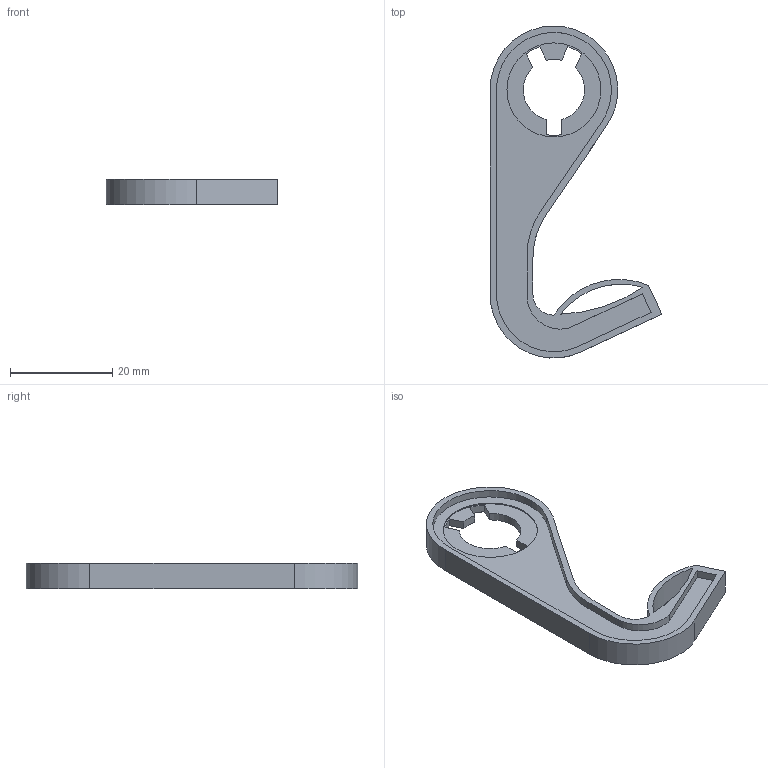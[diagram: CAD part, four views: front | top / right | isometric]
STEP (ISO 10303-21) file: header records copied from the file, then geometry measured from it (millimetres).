
FILE_DESCRIPTION(('CATIA V5 STEP Exchange','CAx-IF Rec.Pracs.--- Model Styling and Organization---1.2---2011-12-15'),'2;1');
FILE_NAME ('016665-2_1', '2018-10-09T16:05:06+00:00', ('none'), ('Weidmueller'), 'CATIA Version 5-6 Release 2014', 'CATIA V5 STEP AP214', 'none');
FILE_SCHEMA(('AUTOMOTIVE_DESIGN { 1 0 10303 214 1 1 1 1 }'));
Length unit declared in the file: millimetre
Products named in the file (1): 1595240000
Bounding box: 33.64 x 64.97 x 5 mm (x, y, z)
Volume: 2728.1 mm3; surface area: 3823.4 mm2
Topology: 1 solids, 1 shells, 59 faces, 161 edges, 108 vertices
Faces by surface type: cylinder 30, plane 29
Entity records: 1787 total; most frequent: ORIENTED_EDGE 322, CARTESIAN_POINT 314, DIRECTION 249, EDGE_CURVE 161, VERTEX_POINT 108, AXIS2_PLACEMENT_3D 107, VECTOR 99, LINE 99
